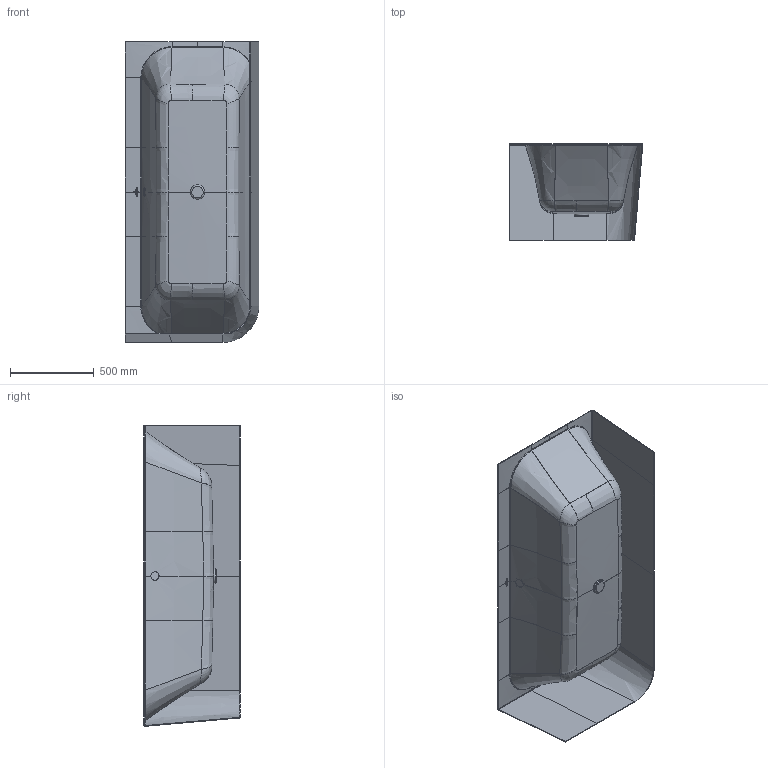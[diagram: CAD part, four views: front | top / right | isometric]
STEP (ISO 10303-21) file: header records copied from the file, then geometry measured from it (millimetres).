
FILE_DESCRIPTION((''),'2;1');
FILE_NAME('ARCH180X80_BTW-L_02082023_ASM','2023-08-02T10:19:16',('GrootJ'),('Villeroy & Boch Wellness bv'),'CREO PARAMETRIC BY PTC INC, 2022414','CREO PARAMETRIC BY PTC INC, 2022414','');
FILE_SCHEMA(('AP242_MANAGED_MODEL_BASED_3D_ENGINEERING_MIM_LF { 1 0 10303 442 1 1 4 }'));
Products named in the file (5): ARCH180X80_BTW_LEFT_060623; VIEGA_OVERFLOWKNOB_21102022; AFVOERDEKSEL_ROND_30062022; LOGO_INFINITY_06072022; ARCH180X80_BTW-L_02082023_ASM
Assembly tree (4 placements, depth 2):
  ARCH180X80_BTW-L_02082023_ASM
    ARCH180X80_BTW_LEFT_060623
    VIEGA_OVERFLOWKNOB_21102022
    AFVOERDEKSEL_ROND_30062022
    LOGO_INFINITY_06072022
Bounding box: 799.64 x 575 x 1799.68 mm (x, y, z)
Volume: 15557124.2 mm3; surface area: 7782268.1 mm2
Topology: 31 solids, 31 shells, 574 faces, 1502 edges, 1054 vertices
Faces by surface type: extrusion 237, bspline 169, plane 117, cylinder 21, torus 18, cone 8, sphere 4
Entity records: 45278 total; most frequent: CARTESIAN_POINT 29846, ORIENTED_EDGE 2760, DIRECTION 1536, COLOUR_RGB 1474, EDGE_CURVE 1380, B_SPLINE_CURVE_WITH_KNOTS 989, VERTEX_POINT 866, VECTOR 826
